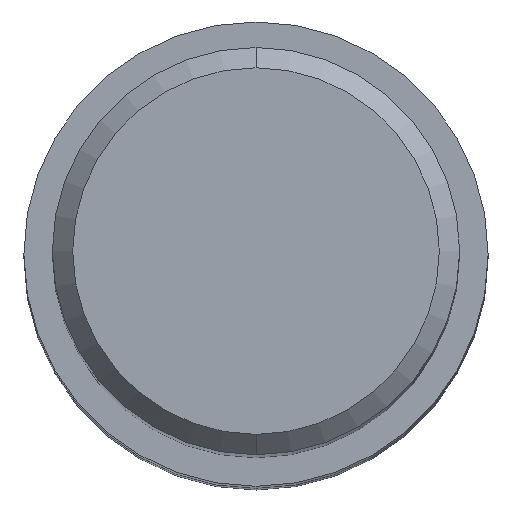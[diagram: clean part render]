
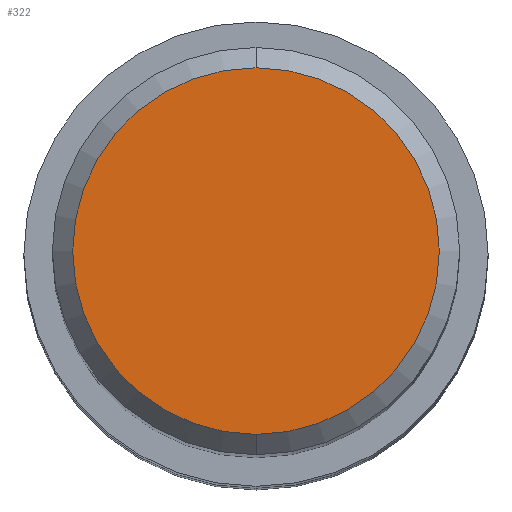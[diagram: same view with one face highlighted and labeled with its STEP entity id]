
A CAD part, top view. The second image highlights one B-rep face of the part: STEP entity #322.
In plain terms, the highlighted planar face has unit normal (0, 0, 1).
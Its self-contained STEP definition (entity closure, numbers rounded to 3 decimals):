
#246=EDGE_CURVE('',#266,#390,#545,.T.);
#266=VERTEX_POINT('',#568);
#322=ADVANCED_FACE('',(#631),#632,.T.);
#390=VERTEX_POINT('',#709);
#398=EDGE_CURVE('',#390,#266,#717,.T.);
#545=CIRCLE('',#972,4.5);
#568=CARTESIAN_POINT('',(0.0,4.5,0.0));
#631=FACE_OUTER_BOUND('',#1169,.T.);
#632=PLANE('',#1170);
#709=CARTESIAN_POINT('',(0.,-4.5,0.0));
#717=CIRCLE('',#1335,4.5);
#972=AXIS2_PLACEMENT_3D('',#1500,#1501,#1502);
#1169=EDGE_LOOP('',(#1614,#1615));
#1170=AXIS2_PLACEMENT_3D('',#1616,#1617,#1618);
#1335=AXIS2_PLACEMENT_3D('',#1712,#1713,#1714);
#1500=CARTESIAN_POINT('',(0.0,0.0,0.0));
#1501=DIRECTION('',(0.0,0.0,-1.0));
#1502=DIRECTION('',(0.0,1.0,0.0));
#1614=ORIENTED_EDGE('',*,*,#246,.F.);
#1615=ORIENTED_EDGE('',*,*,#398,.F.);
#1616=CARTESIAN_POINT('',(0.0,2.25,0.0));
#1617=DIRECTION('',(-0.0,0.0,1.0));
#1618=DIRECTION('',(0.0,-1.0,0.0));
#1712=CARTESIAN_POINT('',(0.0,0.0,0.0));
#1713=DIRECTION('',(0.0,0.0,-1.0));
#1714=DIRECTION('',(0.0,1.0,0.0));
